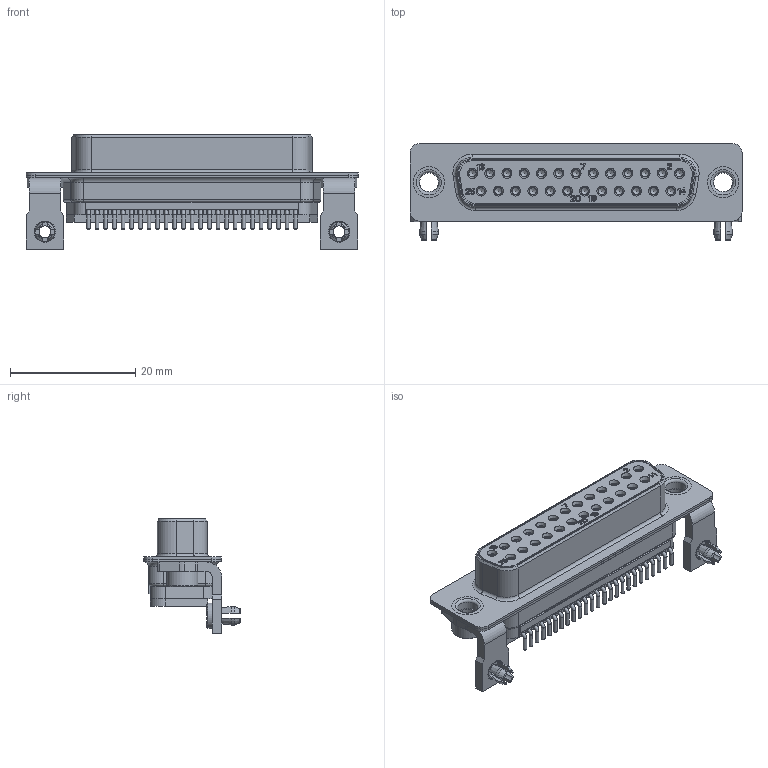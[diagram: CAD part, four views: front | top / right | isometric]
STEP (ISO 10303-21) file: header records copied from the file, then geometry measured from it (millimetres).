
FILE_DESCRIPTION(/* description */ ('Unknown'),/* implementation_level */ '2;1');
FILE_NAME(/* name */ '244617113',/* time_stamp */ '2019-03-20T11:34:28+08:00',/* author */ ('Unknown'),/* organization */ ('Unknown'),/* preprocessor_version */ 'ST-DEVELOPER v16.7',/* originating_system */ 'DEX',/* authorisation */ $);
FILE_SCHEMA (('AUTOMOTIVE_DESIGN {1 0 10303 214 3 1 1}'));
Length unit declared in the file: millimetre
Products named in the file (11): 244617113; N00637_BG; R+B00848_BG; R+B00847_BG; R+B00129_BG; R+B00122_BG; R+B00318_BG; R+B00700_BG; R+B00102_female_BG; N00847_BG; N00849_BG
Assembly tree (36 placements, depth 2):
  244617113
    N00637_BG
    R+B00848_BG  x13
    R+B00847_BG  x12
    R+B00129_BG
    R+B00122_BG
    R+B00318_BG  x2
    R+B00700_BG  x2
    R+B00102_female_BG  x2
    N00847_BG
    N00849_BG
Bounding box: 53.1 x 15.5 x 18.3 mm (x, y, z)
Volume: 4304.2 mm3; surface area: 11616.6 mm2
Topology: 36 solids, 36 shells, 4991 faces, 12445 edges, 7644 vertices
Faces by surface type: plane 4128, cylinder 436, cone 207, torus 130, bspline 90
Full cylindrical faces by diameter (mm): 0.57 x75, 0.8 x25, 1.15 x25, 1.28 x25, 1.3 x25, 1.7 x25, 1.9 x2, 2 x50, 2.18 x25, 2.22 x50, 3 x2, 3.2 x2, 3.4 x2, 4 x4, 4.05 x2, 4.06 x4, 5 x6
Entity records: 37218 total; most frequent: CARTESIAN_POINT 9650, ORIENTED_EDGE 5350, DIRECTION 5135, EDGE_CURVE 2675, AXIS2_PLACEMENT_3D 1851, VERTEX_POINT 1818, FACE_BOUND 1499, EDGE_LOOP 1497
